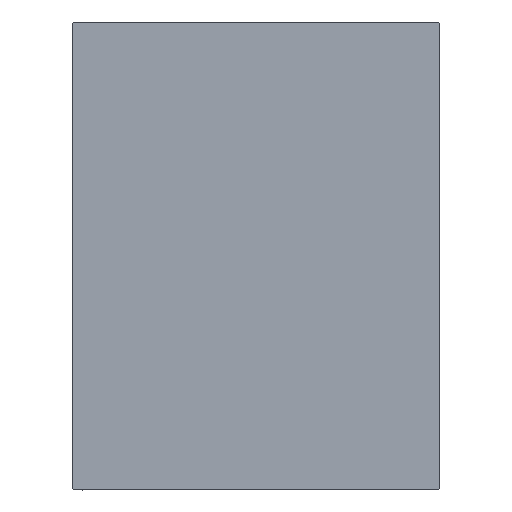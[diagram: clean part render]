
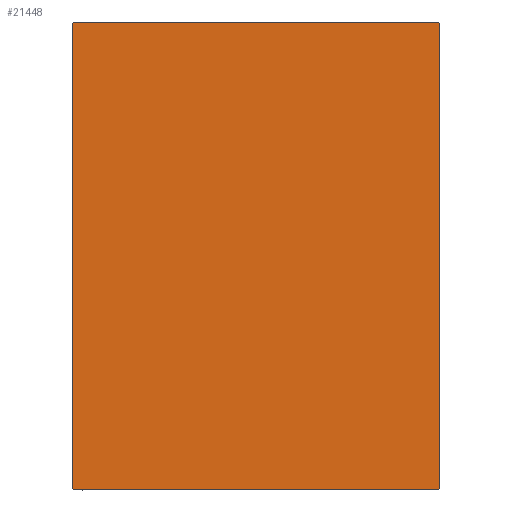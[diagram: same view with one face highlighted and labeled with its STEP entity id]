
A CAD part, left-side view. The second image highlights one B-rep face of the part: STEP entity #21448.
In plain terms, the highlighted face is planar.
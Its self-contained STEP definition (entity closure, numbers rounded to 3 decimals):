
#146 = ORIENTED_EDGE ( 'NONE', *, *, #7188, .T. ) ;
#245 = VERTEX_POINT ( 'NONE', #39294 ) ;
#246 = LINE ( 'NONE', #36767, #32023 ) ;
#477 = LINE ( 'NONE', #17743, #3872 ) ;
#1245 = DIRECTION ( 'NONE',  ( 0., -1., 0. ) ) ;
#3872 = VECTOR ( 'NONE', #7895, 1000. ) ;
#4630 = VECTOR ( 'NONE', #40281, 1000. ) ;
#5849 = CARTESIAN_POINT ( 'NONE',  ( 173., -54.7, -70. ) ) ;
#6611 = CARTESIAN_POINT ( 'NONE',  ( 173., 55., 69.7 ) ) ;
#7090 = VERTEX_POINT ( 'NONE', #6611 ) ;
#7188 = EDGE_CURVE ( 'NONE', #245, #35634, #41147, .T. ) ;
#7895 = DIRECTION ( 'NONE',  ( 0., 0.707, 0.707 ) ) ;
#8639 = DIRECTION ( 'NONE',  ( 0., -0.707, 0.707 ) ) ;
#9581 = CARTESIAN_POINT ( 'NONE',  ( 173., -55., 69.7 ) ) ;
#10584 = ORIENTED_EDGE ( 'NONE', *, *, #22748, .T. ) ;
#13606 = CARTESIAN_POINT ( 'NONE',  ( 173., -62.35, -62.35 ) ) ;
#13974 = EDGE_CURVE ( 'NONE', #7090, #15482, #41442, .T. ) ;
#14792 = DIRECTION ( 'NONE',  ( 0., -0.707, -0.707 ) ) ;
#14840 = ORIENTED_EDGE ( 'NONE', *, *, #37087, .T. ) ;
#14874 = CARTESIAN_POINT ( 'NONE',  ( 173., -54.7, 70. ) ) ;
#15085 = DIRECTION ( 'NONE',  ( 1., 0., 0. ) ) ;
#15482 = VERTEX_POINT ( 'NONE', #15754 ) ;
#15630 = CARTESIAN_POINT ( 'NONE',  ( 173., 62.35, 62.35 ) ) ;
#15754 = CARTESIAN_POINT ( 'NONE',  ( 173., 54.7, 70. ) ) ;
#15770 = EDGE_CURVE ( 'NONE', #28084, #7090, #36828, .T. ) ;
#16171 = CARTESIAN_POINT ( 'NONE',  ( 173., -55., 70. ) ) ;
#16822 = DIRECTION ( 'NONE',  ( 0., 0., -1. ) ) ;
#17743 = CARTESIAN_POINT ( 'NONE',  ( 173., 62.35, -62.35 ) ) ;
#18439 = ORIENTED_EDGE ( 'NONE', *, *, #23321, .T. ) ;
#18500 = CARTESIAN_POINT ( 'NONE',  ( 173., -62.35, 62.35 ) ) ;
#18873 = ORIENTED_EDGE ( 'NONE', *, *, #15770, .T. ) ;
#19210 = PLANE ( 'NONE',  #40830 ) ;
#19940 = DIRECTION ( 'NONE',  ( 0., 1., 0. ) ) ;
#20269 = ORIENTED_EDGE ( 'NONE', *, *, #27639, .T. ) ;
#21352 = LINE ( 'NONE', #18500, #39448 ) ;
#21448 = ADVANCED_FACE ( 'NONE', ( #38679 ), #19210, .T. ) ;
#22284 = CARTESIAN_POINT ( 'NONE',  ( 173., 0., 0. ) ) ;
#22748 = EDGE_CURVE ( 'NONE', #42895, #28107, #21352, .T. ) ;
#23321 = EDGE_CURVE ( 'NONE', #15482, #42895, #24208, .T. ) ;
#23368 = LINE ( 'NONE', #16171, #27844 ) ;
#23595 = EDGE_LOOP ( 'NONE', ( #14840, #20269, #18873, #29673, #18439, #10584, #24845, #146 ) ) ;
#24208 = LINE ( 'NONE', #30767, #29674 ) ;
#24845 = ORIENTED_EDGE ( 'NONE', *, *, #37233, .T. ) ;
#26765 = DIRECTION ( 'NONE',  ( 0., 0., 1. ) ) ;
#27639 = EDGE_CURVE ( 'NONE', #31138, #28084, #477, .T. ) ;
#27844 = VECTOR ( 'NONE', #16822, 1000. ) ;
#28084 = VERTEX_POINT ( 'NONE', #28464 ) ;
#28107 = VERTEX_POINT ( 'NONE', #9581 ) ;
#28464 = CARTESIAN_POINT ( 'NONE',  ( 173., 55., -69.7 ) ) ;
#29037 = CARTESIAN_POINT ( 'NONE',  ( 173., 55., -70. ) ) ;
#29673 = ORIENTED_EDGE ( 'NONE', *, *, #13974, .T. ) ;
#29674 = VECTOR ( 'NONE', #1245, 1000. ) ;
#30767 = CARTESIAN_POINT ( 'NONE',  ( 173., 55., 70. ) ) ;
#31138 = VERTEX_POINT ( 'NONE', #33661 ) ;
#32023 = VECTOR ( 'NONE', #19940, 1000. ) ;
#33661 = CARTESIAN_POINT ( 'NONE',  ( 173., 54.7, -70. ) ) ;
#34344 = VECTOR ( 'NONE', #8639, 1000. ) ;
#35407 = DIRECTION ( 'NONE',  ( 0., 0., -1. ) ) ;
#35634 = VERTEX_POINT ( 'NONE', #5849 ) ;
#36767 = CARTESIAN_POINT ( 'NONE',  ( 173., -55., -70. ) ) ;
#36828 = LINE ( 'NONE', #29037, #42766 ) ;
#37087 = EDGE_CURVE ( 'NONE', #35634, #31138, #246, .T. ) ;
#37233 = EDGE_CURVE ( 'NONE', #28107, #245, #23368, .T. ) ;
#38679 = FACE_OUTER_BOUND ( 'NONE', #23595, .T. ) ;
#39294 = CARTESIAN_POINT ( 'NONE',  ( 173., -55., -69.7 ) ) ;
#39448 = VECTOR ( 'NONE', #14792, 1000. ) ;
#40281 = DIRECTION ( 'NONE',  ( 0., 0.707, -0.707 ) ) ;
#40830 = AXIS2_PLACEMENT_3D ( 'NONE', #22284, #15085, #35407 ) ;
#41147 = LINE ( 'NONE', #13606, #4630 ) ;
#41442 = LINE ( 'NONE', #15630, #34344 ) ;
#42766 = VECTOR ( 'NONE', #26765, 1000. ) ;
#42895 = VERTEX_POINT ( 'NONE', #14874 ) ;
